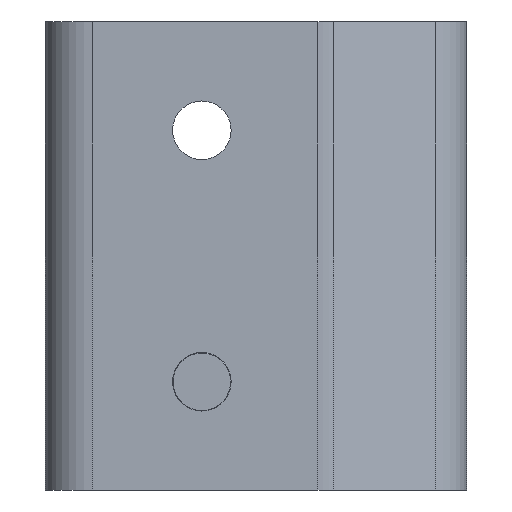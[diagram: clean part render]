
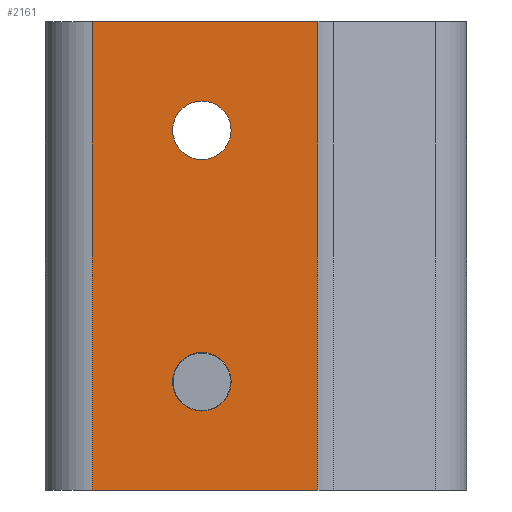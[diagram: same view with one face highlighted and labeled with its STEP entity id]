
A CAD part, left-side view. The second image highlights one B-rep face of the part: STEP entity #2161.
In plain terms, the highlighted planar face has unit normal (-1, 0, 0).
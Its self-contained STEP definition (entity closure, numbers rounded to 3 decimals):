
#23 = CARTESIAN_POINT ( 'NONE',  ( -19., -23.295, 40. ) ) ;
#31 = DIRECTION ( 'NONE',  ( 0., -1., 0. ) ) ;
#59 = LINE ( 'NONE', #1358, #1074 ) ;
#90 = EDGE_CURVE ( 'NONE', #1165, #856, #1753, .T. ) ;
#98 = VERTEX_POINT ( 'NONE', #2260 ) ;
#128 = CARTESIAN_POINT ( 'NONE',  ( -19., -23.295, 40. ) ) ;
#141 = DIRECTION ( 'NONE',  ( 0., 1., 0. ) ) ;
#169 = FACE_BOUND ( 'NONE', #2528, .T. ) ;
#200 = CARTESIAN_POINT ( 'NONE',  ( -19., -13.373, 9.25 ) ) ;
#230 = EDGE_CURVE ( 'NONE', #1724, #1373, #931, .T. ) ;
#260 = CARTESIAN_POINT ( 'NONE',  ( -19., -13.373, 11.75 ) ) ;
#319 = VECTOR ( 'NONE', #1687, 1000. ) ;
#372 = DIRECTION ( 'NONE',  ( -1., 0., 0. ) ) ;
#379 = ORIENTED_EDGE ( 'NONE', *, *, #2375, .F. ) ;
#391 = EDGE_CURVE ( 'NONE', #1373, #1927, #59, .T. ) ;
#392 = AXIS2_PLACEMENT_3D ( 'NONE', #200, #372, #1538 ) ;
#425 = CARTESIAN_POINT ( 'NONE',  ( -19., -13.373, 30.75 ) ) ;
#474 = ORIENTED_EDGE ( 'NONE', *, *, #2152, .T. ) ;
#552 = CARTESIAN_POINT ( 'NONE',  ( -19., -4., 40. ) ) ;
#645 = CIRCLE ( 'NONE', #1374, 2.5 ) ;
#702 = ORIENTED_EDGE ( 'NONE', *, *, #1489, .F. ) ;
#710 = VECTOR ( 'NONE', #141, 1000. ) ;
#737 = CARTESIAN_POINT ( 'NONE',  ( -19., -4., 40. ) ) ;
#856 = VERTEX_POINT ( 'NONE', #1490 ) ;
#858 = ORIENTED_EDGE ( 'NONE', *, *, #2039, .T. ) ;
#878 = CIRCLE ( 'NONE', #392, 2.5 ) ;
#931 = LINE ( 'NONE', #23, #319 ) ;
#948 = EDGE_LOOP ( 'NONE', ( #2175, #702 ) ) ;
#986 = AXIS2_PLACEMENT_3D ( 'NONE', #552, #1792, #31 ) ;
#1045 = DIRECTION ( 'NONE',  ( 0., -1., 0. ) ) ;
#1047 = PLANE ( 'NONE',  #986 ) ;
#1050 = CARTESIAN_POINT ( 'NONE',  ( -19., -13.373, 9.25 ) ) ;
#1056 = CARTESIAN_POINT ( 'NONE',  ( -19., -13.373, 28.25 ) ) ;
#1072 = CARTESIAN_POINT ( 'NONE',  ( -19., -13.373, 30.75 ) ) ;
#1073 = DIRECTION ( 'NONE',  ( 0., 1., 0. ) ) ;
#1074 = VECTOR ( 'NONE', #1073, 1000. ) ;
#1076 = ORIENTED_EDGE ( 'NONE', *, *, #90, .F. ) ;
#1165 = VERTEX_POINT ( 'NONE', #260 ) ;
#1237 = LINE ( 'NONE', #737, #710 ) ;
#1284 = DIRECTION ( 'NONE',  ( 0., -1., 0. ) ) ;
#1358 = CARTESIAN_POINT ( 'NONE',  ( -19., -4., 0. ) ) ;
#1373 = VERTEX_POINT ( 'NONE', #2165 ) ;
#1374 = AXIS2_PLACEMENT_3D ( 'NONE', #425, #1851, #1045 ) ;
#1403 = EDGE_LOOP ( 'NONE', ( #1872, #1705, #474, #858 ) ) ;
#1410 = DIRECTION ( 'NONE',  ( -1., 0., 0. ) ) ;
#1418 = VECTOR ( 'NONE', #2049, 1000. ) ;
#1489 = EDGE_CURVE ( 'NONE', #98, #2144, #1545, .T. ) ;
#1490 = CARTESIAN_POINT ( 'NONE',  ( -19., -13.373, 6.75 ) ) ;
#1538 = DIRECTION ( 'NONE',  ( 0., -1., 0. ) ) ;
#1545 = CIRCLE ( 'NONE', #2205, 2.5 ) ;
#1668 = VERTEX_POINT ( 'NONE', #2139 ) ;
#1682 = CARTESIAN_POINT ( 'NONE',  ( -19., -4., 40. ) ) ;
#1687 = DIRECTION ( 'NONE',  ( 0., 0., -1. ) ) ;
#1700 = FACE_OUTER_BOUND ( 'NONE', #1403, .T. ) ;
#1705 = ORIENTED_EDGE ( 'NONE', *, *, #230, .F. ) ;
#1724 = VERTEX_POINT ( 'NONE', #128 ) ;
#1753 = CIRCLE ( 'NONE', #2501, 2.5 ) ;
#1792 = DIRECTION ( 'NONE',  ( -1., 0., 0. ) ) ;
#1831 = FACE_BOUND ( 'NONE', #948, .T. ) ;
#1851 = DIRECTION ( 'NONE',  ( -1., 0., 0. ) ) ;
#1872 = ORIENTED_EDGE ( 'NONE', *, *, #391, .F. ) ;
#1927 = VERTEX_POINT ( 'NONE', #2607 ) ;
#2039 = EDGE_CURVE ( 'NONE', #1668, #1927, #2088, .T. ) ;
#2049 = DIRECTION ( 'NONE',  ( 0., 0., -1. ) ) ;
#2088 = LINE ( 'NONE', #1682, #1418 ) ;
#2139 = CARTESIAN_POINT ( 'NONE',  ( -19., -4., 40. ) ) ;
#2144 = VERTEX_POINT ( 'NONE', #1056 ) ;
#2152 = EDGE_CURVE ( 'NONE', #1724, #1668, #1237, .T. ) ;
#2160 = DIRECTION ( 'NONE',  ( 0., -1., 0. ) ) ;
#2161 = ADVANCED_FACE ( 'NONE', ( #1831, #169, #1700 ), #1047, .T. ) ;
#2165 = CARTESIAN_POINT ( 'NONE',  ( -19., -23.295, 0. ) ) ;
#2175 = ORIENTED_EDGE ( 'NONE', *, *, #2198, .F. ) ;
#2198 = EDGE_CURVE ( 'NONE', #2144, #98, #645, .T. ) ;
#2205 = AXIS2_PLACEMENT_3D ( 'NONE', #1072, #1410, #1284 ) ;
#2260 = CARTESIAN_POINT ( 'NONE',  ( -19., -13.373, 33.25 ) ) ;
#2292 = DIRECTION ( 'NONE',  ( -1., 0., 0. ) ) ;
#2375 = EDGE_CURVE ( 'NONE', #856, #1165, #878, .T. ) ;
#2501 = AXIS2_PLACEMENT_3D ( 'NONE', #1050, #2292, #2160 ) ;
#2528 = EDGE_LOOP ( 'NONE', ( #379, #1076 ) ) ;
#2607 = CARTESIAN_POINT ( 'NONE',  ( -19., -4., 0. ) ) ;
